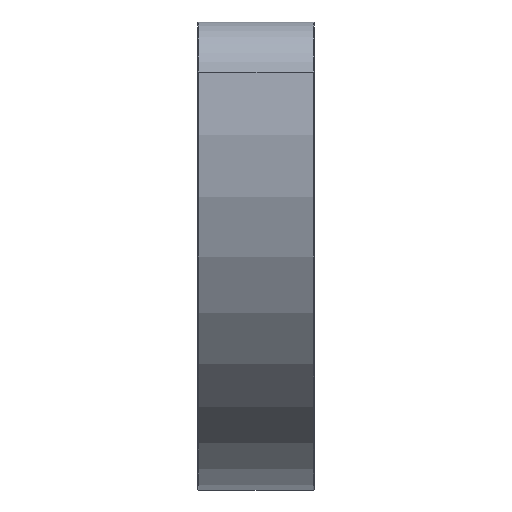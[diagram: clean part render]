
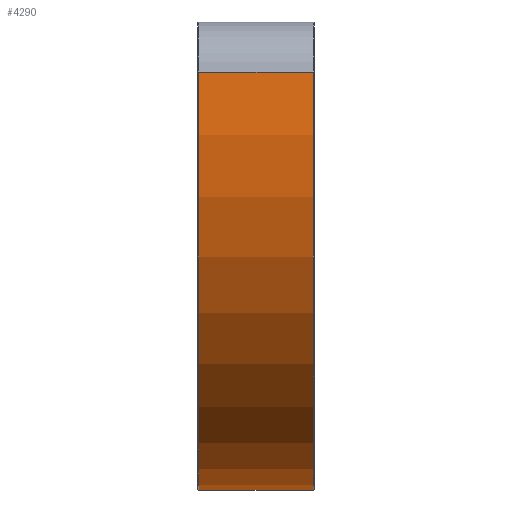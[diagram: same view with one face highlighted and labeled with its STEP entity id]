
A CAD part, left-side view. The second image highlights one B-rep face of the part: STEP entity #4290.
In plain terms, the highlighted cylindrical face has radius 31.5 mm (diameter 63 mm), a partial arc.
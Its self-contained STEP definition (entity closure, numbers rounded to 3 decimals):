
#71=LINE('',#6526,#319);
#72=LINE('',#6573,#320);
#319=VECTOR('',#4997,10.);
#320=VECTOR('',#5056,10.);
#740=CYLINDRICAL_SURFACE('',#4954,31.5);
#968=FACE_OUTER_BOUND('',#1206,.T.);
#1206=EDGE_LOOP('',(#4051,#4052,#4053,#4054));
#1218=CIRCLE('',#4326,31.5);
#1242=CIRCLE('',#4357,31.5);
#1624=VERTEX_POINT('',#6496);
#1629=VERTEX_POINT('',#6510);
#1633=VERTEX_POINT('',#6525);
#1647=VERTEX_POINT('',#6555);
#2074=EDGE_CURVE('',#1629,#1624,#1218,.T.);
#2078=EDGE_CURVE('',#1633,#1624,#71,.T.);
#2101=EDGE_CURVE('',#1633,#1647,#1242,.T.);
#2102=EDGE_CURVE('',#1629,#1647,#72,.T.);
#4051=ORIENTED_EDGE('',*,*,#2074,.F.);
#4052=ORIENTED_EDGE('',*,*,#2102,.T.);
#4053=ORIENTED_EDGE('',*,*,#2101,.F.);
#4054=ORIENTED_EDGE('',*,*,#2078,.T.);
#4290=ADVANCED_FACE('',(#968),#740,.T.);
#4326=AXIS2_PLACEMENT_3D('',#6517,#4987,#4988);
#4357=AXIS2_PLACEMENT_3D('',#6571,#5052,#5053);
#4954=AXIS2_PLACEMENT_3D('',#7825,#6491,#6492);
#4987=DIRECTION('center_axis',(0.,1.,0.));
#4988=DIRECTION('ref_axis',(-0.755,0.,-0.656));
#4997=DIRECTION('',(0.,1.,0.));
#5052=DIRECTION('center_axis',(0.,-1.,0.));
#5053=DIRECTION('ref_axis',(-0.755,0.,-0.656));
#5056=DIRECTION('',(0.,-1.,0.));
#6491=DIRECTION('center_axis',(0.,1.,0.));
#6492=DIRECTION('ref_axis',(0.,0.,-1.));
#6496=CARTESIAN_POINT('',(-31.193,4.9,4.385));
#6510=CARTESIAN_POINT('',(0.,4.9,-31.5));
#6517=CARTESIAN_POINT('Origin',(0.,4.9,0.));
#6525=CARTESIAN_POINT('',(-31.193,-4.9,4.385));
#6526=CARTESIAN_POINT('',(-31.193,0.,4.385));
#6555=CARTESIAN_POINT('',(0.,-4.9,-31.5));
#6571=CARTESIAN_POINT('Origin',(0.,-4.9,0.));
#6573=CARTESIAN_POINT('',(0.,0.,-31.5));
#7825=CARTESIAN_POINT('Origin',(0.,0.,0.));
